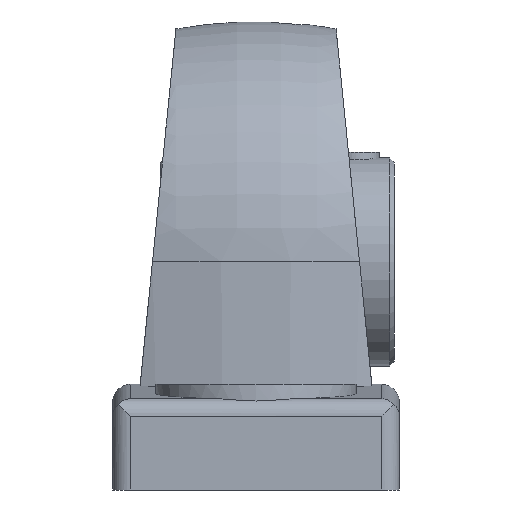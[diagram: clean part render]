
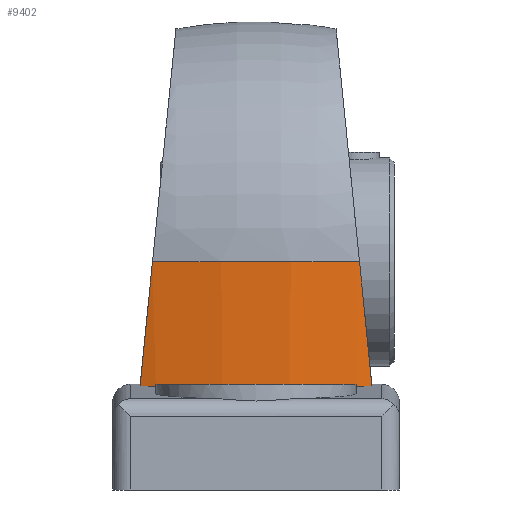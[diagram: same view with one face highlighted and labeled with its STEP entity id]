
A CAD part, front view. The second image highlights one B-rep face of the part: STEP entity #9402.
In plain terms, the highlighted cylindrical face has radius 60.579 mm (diameter 121.158 mm), a partial arc.
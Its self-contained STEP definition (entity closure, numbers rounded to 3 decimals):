
#99 = CARTESIAN_POINT ( 'NONE',  ( -13.706, -30.229, 0. ) ) ;
#341 = EDGE_CURVE ( 'NONE', #1975, #7193, #7003, .T. ) ;
#373 = CARTESIAN_POINT ( 'NONE',  ( 13.3, -30.322, -16.479 ) ) ;
#563 = FACE_OUTER_BOUND ( 'NONE', #7457, .T. ) ;
#605 = ORIENTED_EDGE ( 'NONE', *, *, #8457, .T. ) ;
#684 = CARTESIAN_POINT ( 'NONE',  ( 13.3, -30.322, -16.2 ) ) ;
#1216 = EDGE_CURVE ( 'NONE', #1849, #6086, #6233, .T. ) ;
#1270 = LINE ( 'NONE', #2821, #7761 ) ;
#1274 = EDGE_CURVE ( 'NONE', #2470, #7897, #2001, .T. ) ;
#1849 = VERTEX_POINT ( 'NONE', #9086 ) ;
#1902 = LINE ( 'NONE', #9560, #2586 ) ;
#1975 = VERTEX_POINT ( 'NONE', #3629 ) ;
#2001 = CIRCLE ( 'NONE', #7835, 60.579 ) ;
#2257 = DIRECTION ( 'NONE',  ( 0., 0., -1. ) ) ;
#2316 = CARTESIAN_POINT ( 'NONE',  ( 15.362, -29.82, -16.453 ) ) ;
#2470 = VERTEX_POINT ( 'NONE', #3363 ) ;
#2542 = CARTESIAN_POINT ( 'NONE',  ( -14.26, -30.1, -5.503 ) ) ;
#2586 = VECTOR ( 'NONE', #10384, 1000. ) ;
#2820 = EDGE_CURVE ( 'NONE', #3899, #5737, #3797, .T. ) ;
#2821 = CARTESIAN_POINT ( 'NONE',  ( -13.3, -30.322, -16.378 ) ) ;
#3037 = CARTESIAN_POINT ( 'NONE',  ( 0., 28.779, 0. ) ) ;
#3242 = CARTESIAN_POINT ( 'NONE',  ( 14.26, -30.1, -5.503 ) ) ;
#3363 = CARTESIAN_POINT ( 'NONE',  ( -13.3, -30.322, -16.2 ) ) ;
#3629 = CARTESIAN_POINT ( 'NONE',  ( 15.362, -29.82, -16.453 ) ) ;
#3637 = ORIENTED_EDGE ( 'NONE', *, *, #1216, .F. ) ;
#3797 = CIRCLE ( 'NONE', #4866, 60.579 ) ;
#3899 = VERTEX_POINT ( 'NONE', #5582 ) ;
#3936 = CYLINDRICAL_SURFACE ( 'NONE', #4428, 60.579 ) ;
#3953 = CARTESIAN_POINT ( 'NONE',  ( -13.99, -30.167, -16.471 ) ) ;
#3990 = CARTESIAN_POINT ( 'NONE',  ( 0., 28.779, -17.2 ) ) ;
#4428 = AXIS2_PLACEMENT_3D ( 'NONE', #3990, #6575, #4822 ) ;
#4437 = EDGE_CURVE ( 'NONE', #7897, #7193, #1902, .T. ) ;
#4625 = DIRECTION ( 'NONE',  ( 0., 0., 1. ) ) ;
#4822 = DIRECTION ( 'NONE',  ( -1., 0., 0. ) ) ;
#4839 = CARTESIAN_POINT ( 'NONE',  ( -15.362, -29.82, -16.453 ) ) ;
#4866 = AXIS2_PLACEMENT_3D ( 'NONE', #3037, #2257, #8978 ) ;
#5156 = CARTESIAN_POINT ( 'NONE',  ( 15.362, -29.82, -16.453 ) ) ;
#5243 = ORIENTED_EDGE ( 'NONE', *, *, #8616, .T. ) ;
#5397 =( BOUNDED_CURVE ( )  B_SPLINE_CURVE ( 3, ( #2316, #7288, #3242, #5631 ),
 .UNSPECIFIED., .F., .T. ) 
 B_SPLINE_CURVE_WITH_KNOTS ( ( 4, 4 ),
 ( 4.456, 4.484 ),
 .UNSPECIFIED. ) 
 CURVE ( )  GEOMETRIC_REPRESENTATION_ITEM ( )  RATIONAL_B_SPLINE_CURVE ( ( 1., 1., 1., 1. ) ) 
 REPRESENTATION_ITEM ( '' )  );
#5582 = CARTESIAN_POINT ( 'NONE',  ( 13.706, -30.229, 0. ) ) ;
#5631 = CARTESIAN_POINT ( 'NONE',  ( 13.706, -30.229, 0. ) ) ;
#5737 = VERTEX_POINT ( 'NONE', #8961 ) ;
#6086 = VERTEX_POINT ( 'NONE', #10814 ) ;
#6233 =( BOUNDED_CURVE ( )  B_SPLINE_CURVE ( 3, ( #6388, #3953, #9014, #4839 ),
 .UNSPECIFIED., .F., .T. ) 
 B_SPLINE_CURVE_WITH_KNOTS ( ( 4, 4 ),
 ( 0.221, 0.256 ),
 .UNSPECIFIED. ) 
 CURVE ( )  GEOMETRIC_REPRESENTATION_ITEM ( )  RATIONAL_B_SPLINE_CURVE ( ( 1., 1., 1., 1. ) ) 
 REPRESENTATION_ITEM ( '' )  );
#6388 = CARTESIAN_POINT ( 'NONE',  ( -13.3, -30.322, -16.479 ) ) ;
#6575 = DIRECTION ( 'NONE',  ( 0., 0., 1. ) ) ;
#6788 = CARTESIAN_POINT ( 'NONE',  ( -15.362, -29.82, -16.453 ) ) ;
#6914 = CARTESIAN_POINT ( 'NONE',  ( 14.678, -29.999, -16.462 ) ) ;
#7003 =( BOUNDED_CURVE ( )  B_SPLINE_CURVE ( 3, ( #5156, #6914, #9440, #8503 ),
 .UNSPECIFIED., .F., .T. ) 
 B_SPLINE_CURVE_WITH_KNOTS ( ( 4, 4 ),
 ( 6.027, 6.062 ),
 .UNSPECIFIED. ) 
 CURVE ( )  GEOMETRIC_REPRESENTATION_ITEM ( )  RATIONAL_B_SPLINE_CURVE ( ( 1., 1., 1., 1. ) ) 
 REPRESENTATION_ITEM ( '' )  );
#7024 = ORIENTED_EDGE ( 'NONE', *, *, #10257, .T. ) ;
#7193 = VERTEX_POINT ( 'NONE', #373 ) ;
#7288 = CARTESIAN_POINT ( 'NONE',  ( 14.812, -29.964, -10.988 ) ) ;
#7369 = ORIENTED_EDGE ( 'NONE', *, *, #4437, .T. ) ;
#7457 = EDGE_LOOP ( 'NONE', ( #5243, #8227, #7369, #8931, #7024, #9265, #605, #3637 ) ) ;
#7761 = VECTOR ( 'NONE', #8002, 1000. ) ;
#7835 = AXIS2_PLACEMENT_3D ( 'NONE', #9790, #4625, #8964 ) ;
#7897 = VERTEX_POINT ( 'NONE', #684 ) ;
#8002 = DIRECTION ( 'NONE',  ( 0., 0., 1. ) ) ;
#8063 =( BOUNDED_CURVE ( )  B_SPLINE_CURVE ( 3, ( #99, #2542, #10184, #6788 ),
 .UNSPECIFIED., .F., .T. ) 
 B_SPLINE_CURVE_WITH_KNOTS ( ( 4, 4 ),
 ( 4.941, 4.969 ),
 .UNSPECIFIED. ) 
 CURVE ( )  GEOMETRIC_REPRESENTATION_ITEM ( )  RATIONAL_B_SPLINE_CURVE ( ( 1., 1., 1., 1. ) ) 
 REPRESENTATION_ITEM ( '' )  );
#8227 = ORIENTED_EDGE ( 'NONE', *, *, #1274, .T. ) ;
#8457 = EDGE_CURVE ( 'NONE', #5737, #6086, #8063, .T. ) ;
#8503 = CARTESIAN_POINT ( 'NONE',  ( 13.3, -30.322, -16.479 ) ) ;
#8616 = EDGE_CURVE ( 'NONE', #1849, #2470, #1270, .T. ) ;
#8931 = ORIENTED_EDGE ( 'NONE', *, *, #341, .F. ) ;
#8961 = CARTESIAN_POINT ( 'NONE',  ( -13.706, -30.229, 0. ) ) ;
#8964 = DIRECTION ( 'NONE',  ( -1., 0., 0. ) ) ;
#8978 = DIRECTION ( 'NONE',  ( -1., 0., 0. ) ) ;
#9014 = CARTESIAN_POINT ( 'NONE',  ( -14.678, -29.999, -16.462 ) ) ;
#9086 = CARTESIAN_POINT ( 'NONE',  ( -13.3, -30.322, -16.479 ) ) ;
#9265 = ORIENTED_EDGE ( 'NONE', *, *, #2820, .T. ) ;
#9402 = ADVANCED_FACE ( 'NONE', ( #563 ), #3936, .T. ) ;
#9440 = CARTESIAN_POINT ( 'NONE',  ( 13.99, -30.167, -16.471 ) ) ;
#9560 = CARTESIAN_POINT ( 'NONE',  ( 13.3, -30.322, -16.378 ) ) ;
#9790 = CARTESIAN_POINT ( 'NONE',  ( 0., 28.779, -16.2 ) ) ;
#10184 = CARTESIAN_POINT ( 'NONE',  ( -14.812, -29.964, -10.988 ) ) ;
#10257 = EDGE_CURVE ( 'NONE', #1975, #3899, #5397, .T. ) ;
#10384 = DIRECTION ( 'NONE',  ( 0., 0., -1. ) ) ;
#10814 = CARTESIAN_POINT ( 'NONE',  ( -15.362, -29.82, -16.453 ) ) ;
